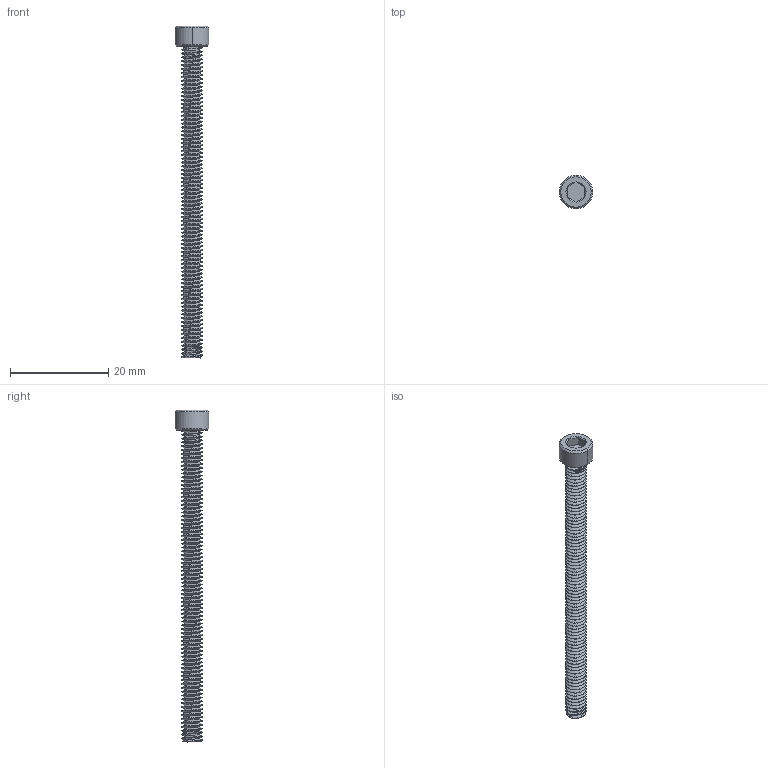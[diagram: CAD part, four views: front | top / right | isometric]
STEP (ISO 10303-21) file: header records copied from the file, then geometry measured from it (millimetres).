
FILE_DESCRIPTION (( 'STEP AP203' ), '1' );
FILE_NAME ('90044A514_Black-Oxide Alloy Steel Socket Head Screw.STEP', '2021-09-13T13:46:00', ( 'Administrator' ), ( 'Managed by Terraform' ), 'SwSTEP 2.0', 'SolidWorks 2017', '' );
FILE_SCHEMA (( 'CONFIG_CONTROL_DESIGN' ));
Length unit declared in the file: inch
Products named in the file (1): 90044A514_Black-Oxide Alloy Steel Socket Head Screw
Bounding box: 6.86 x 6.86 x 67.67 mm (x, y, z)
Volume: 800.4 mm3; surface area: 1453.5 mm2
Topology: 1 solids, 1 shells, 188 faces, 535 edges, 351 vertices
Faces by surface type: cylinder 163, cone 12, plane 10, bspline 3
Entity records: 14961 total; most frequent: CARTESIAN_POINT 10987, ORIENTED_EDGE 1070, DIRECTION 587, EDGE_CURVE 535, VERTEX_POINT 351, AXIS2_PLACEMENT_3D 204, EDGE_LOOP 190, FACE_OUTER_BOUND 188
